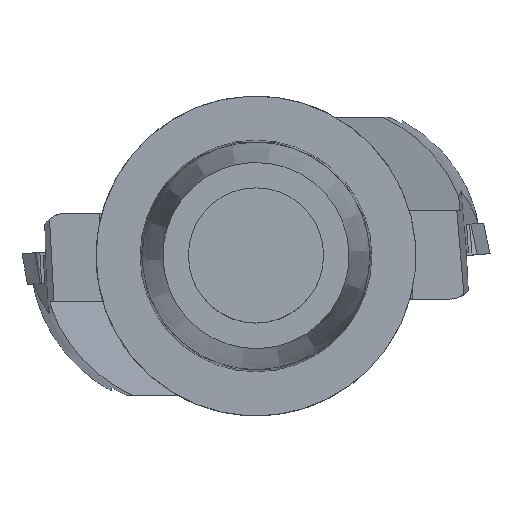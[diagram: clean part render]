
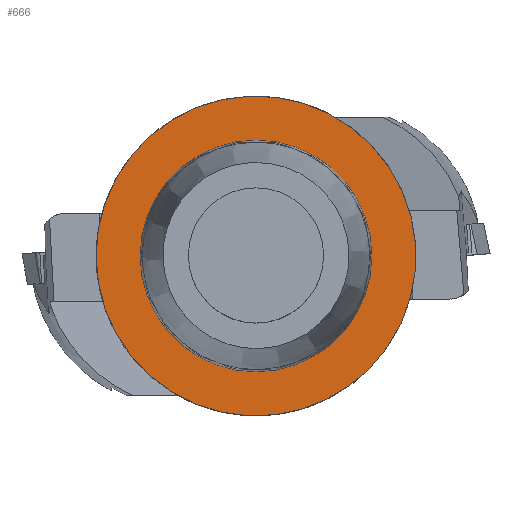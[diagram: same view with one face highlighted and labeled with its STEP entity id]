
A CAD part, top view. The second image highlights one B-rep face of the part: STEP entity #666.
In plain terms, the highlighted planar face has unit normal (0, 0, 1).
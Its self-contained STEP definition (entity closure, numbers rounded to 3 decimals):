
#278=FACE_BOUND('',#1146,.T.);
#279=FACE_BOUND('',#1147,.T.);
#406=CIRCLE('',#3708,8.907);
#407=CIRCLE('',#3709,12.3);
#666=ADVANCED_FACE('',(#278,#279),#811,.F.);
#811=PLANE('',#3710);
#1146=EDGE_LOOP('',(#1804));
#1147=EDGE_LOOP('',(#1805));
#1804=ORIENTED_EDGE('',*,*,#2712,.F.);
#1805=ORIENTED_EDGE('',*,*,#2713,.F.);
#2314=VERTEX_POINT('',#5726);
#2315=VERTEX_POINT('',#5728);
#2712=EDGE_CURVE('',#2314,#2314,#406,.T.);
#2713=EDGE_CURVE('',#2315,#2315,#407,.T.);
#3708=AXIS2_PLACEMENT_3D('',#5725,#4346,#4347);
#3709=AXIS2_PLACEMENT_3D('',#5727,#4348,#4349);
#3710=AXIS2_PLACEMENT_3D('',#5729,#4350,#4351);
#4346=DIRECTION('',(0.,0.,1.));
#4347=DIRECTION('',(-1.,0.,0.));
#4348=DIRECTION('',(0.,0.,-1.));
#4349=DIRECTION('',(-1.,0.,0.));
#4350=DIRECTION('',(0.,0.,-1.));
#4351=DIRECTION('',(-1.,0.,0.));
#5725=CARTESIAN_POINT('',(0.,0.,0.));
#5726=CARTESIAN_POINT('',(-8.907,0.,0.));
#5727=CARTESIAN_POINT('',(0.,0.,0.));
#5728=CARTESIAN_POINT('',(-12.3,0.,0.));
#5729=CARTESIAN_POINT('',(11.316,4.691,0.));
